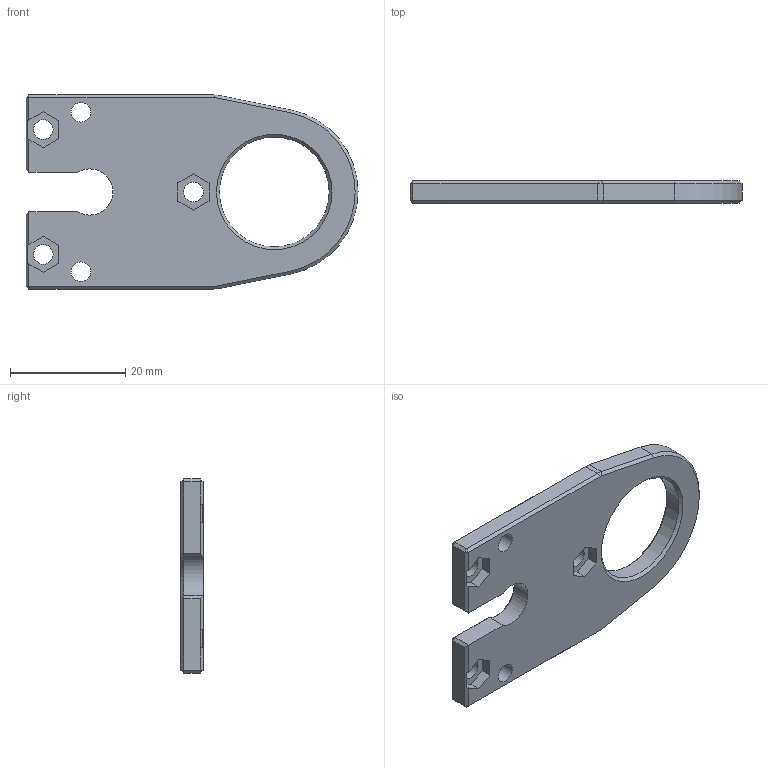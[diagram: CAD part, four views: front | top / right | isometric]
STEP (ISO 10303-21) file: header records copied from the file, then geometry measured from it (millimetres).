
FILE_DESCRIPTION(/* description */ (''),/* implementation_level */ '2;1');
FILE_NAME(/* name */ 'Josh''Replistruder4_2_5_HamiltonTop.stp',/* time_stamp */ '2020-05-04T10:09:23-04:00',/* author */ ('Josh'),/* organization */ (''),/* preprocessor_version */ 'ST-DEVELOPER v18',/* originating_system */ 'Autodesk Inventor 2020',/* authorisation */ '');
FILE_SCHEMA (('AUTOMOTIVE_DESIGN { 1 0 10303 214 3 1 1 }'));
Length unit declared in the file: millimetre
Products named in the file (1): Replistruder4_2_5_HamiltonTop
Bounding box: 57.5 x 3.9 x 33.6 mm (x, y, z)
Volume: 5005.9 mm3; surface area: 3732.5 mm2
Topology: 1 solids, 1 shells, 79 faces, 183 edges, 107 vertices
Faces by surface type: plane 61, cone 10, cylinder 8
Full cylindrical faces by diameter (mm): 3.4 x5, 19 x1
Entity records: 2230 total; most frequent: CARTESIAN_POINT 376, DIRECTION 367, ORIENTED_EDGE 366, EDGE_CURVE 183, LINE 155, VECTOR 155, VERTEX_POINT 107, AXIS2_PLACEMENT_3D 106
